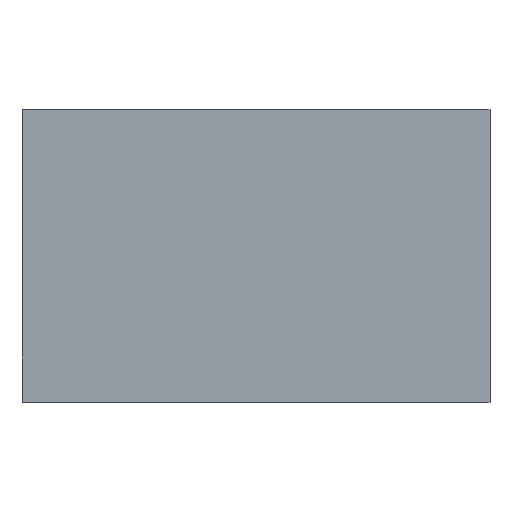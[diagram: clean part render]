
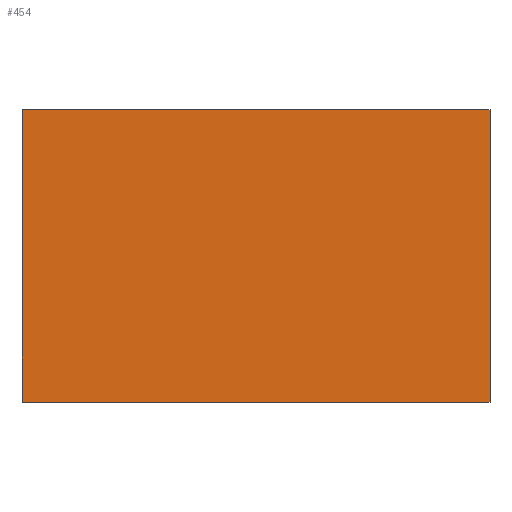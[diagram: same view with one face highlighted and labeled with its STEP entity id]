
A CAD part, top view. The second image highlights one B-rep face of the part: STEP entity #454.
In plain terms, the highlighted planar face has unit normal (0, 0, 1).
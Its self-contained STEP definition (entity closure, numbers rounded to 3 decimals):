
#20=FACE_OUTER_BOUND('',#43,.T.);
#43=EDGE_LOOP('',(#289,#290,#291,#292));
#66=LINE('',#625,#125);
#67=LINE('',#627,#126);
#68=LINE('',#629,#127);
#69=LINE('',#630,#128);
#125=VECTOR('',#510,2.);
#126=VECTOR('',#511,1.25);
#127=VECTOR('',#512,2.);
#128=VECTOR('',#513,1.25);
#184=VERTEX_POINT('',#623);
#185=VERTEX_POINT('',#624);
#186=VERTEX_POINT('',#626);
#187=VERTEX_POINT('',#628);
#226=EDGE_CURVE('',#184,#185,#66,.T.);
#227=EDGE_CURVE('',#185,#186,#67,.T.);
#228=EDGE_CURVE('',#186,#187,#68,.T.);
#229=EDGE_CURVE('',#187,#184,#69,.T.);
#289=ORIENTED_EDGE('',*,*,#226,.T.);
#290=ORIENTED_EDGE('',*,*,#227,.T.);
#291=ORIENTED_EDGE('',*,*,#228,.T.);
#292=ORIENTED_EDGE('',*,*,#229,.T.);
#415=PLANE('',#479);
#454=ADVANCED_FACE('',(#20),#415,.T.);
#479=AXIS2_PLACEMENT_3D('',#622,#508,#509);
#508=DIRECTION('center_axis',(0.,0.,1.));
#509=DIRECTION('ref_axis',(1.,0.,0.));
#510=DIRECTION('',(-1.,0.,0.));
#511=DIRECTION('',(0.,-1.,0.));
#512=DIRECTION('',(1.,0.,0.));
#513=DIRECTION('',(0.,1.,0.));
#622=CARTESIAN_POINT('Origin',(0.,0.,
0.815));
#623=CARTESIAN_POINT('',(1.,0.625,0.815));
#624=CARTESIAN_POINT('',(-1.,0.625,0.815));
#625=CARTESIAN_POINT('',(1.,0.625,0.815));
#626=CARTESIAN_POINT('',(-1.,-0.625,0.815));
#627=CARTESIAN_POINT('',(-1.,0.625,0.815));
#628=CARTESIAN_POINT('',(1.,-0.625,0.815));
#629=CARTESIAN_POINT('',(-1.,-0.625,0.815));
#630=CARTESIAN_POINT('',(1.,-0.625,0.815));
